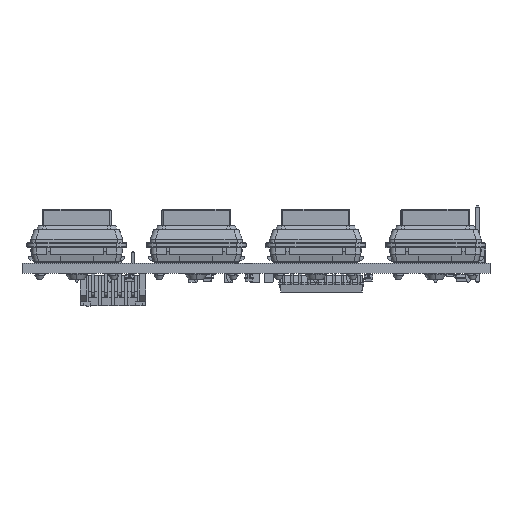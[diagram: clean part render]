
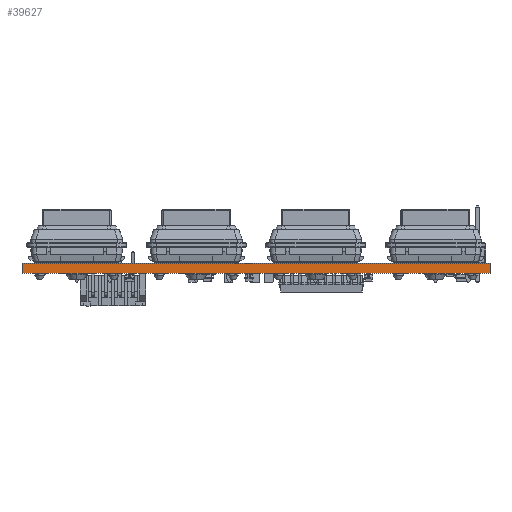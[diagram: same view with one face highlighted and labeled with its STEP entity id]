
A CAD part, front view. The second image highlights one B-rep face of the part: STEP entity #39627.
In plain terms, the highlighted planar face has unit normal (0, -1, 0).
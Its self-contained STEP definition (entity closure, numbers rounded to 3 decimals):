
#39627 = ADVANCED_FACE('',(#39628),#39662,.T.);
#39628 = FACE_BOUND('',#39629,.T.);
#39629 = EDGE_LOOP('',(#39630,#39640,#39648,#39656));
#39630 = ORIENTED_EDGE('',*,*,#39631,.T.);
#39631 = EDGE_CURVE('',#39632,#39634,#39636,.T.);
#39632 = VERTEX_POINT('',#39633);
#39633 = CARTESIAN_POINT('',(135.1,-110.95,0.));
#39634 = VERTEX_POINT('',#39635);
#39635 = CARTESIAN_POINT('',(135.1,-110.95,1.51));
#39636 = LINE('',#39637,#39638);
#39637 = CARTESIAN_POINT('',(135.1,-110.95,0.));
#39638 = VECTOR('',#39639,1.);
#39639 = DIRECTION('',(0.,0.,1.));
#39640 = ORIENTED_EDGE('',*,*,#39641,.T.);
#39641 = EDGE_CURVE('',#39634,#39642,#39644,.T.);
#39642 = VERTEX_POINT('',#39643);
#39643 = CARTESIAN_POINT('',(64.6,-110.95,1.51));
#39644 = LINE('',#39645,#39646);
#39645 = CARTESIAN_POINT('',(135.1,-110.95,1.51));
#39646 = VECTOR('',#39647,1.);
#39647 = DIRECTION('',(-1.,0.,0.));
#39648 = ORIENTED_EDGE('',*,*,#39649,.F.);
#39649 = EDGE_CURVE('',#39650,#39642,#39652,.T.);
#39650 = VERTEX_POINT('',#39651);
#39651 = CARTESIAN_POINT('',(64.6,-110.95,0.));
#39652 = LINE('',#39653,#39654);
#39653 = CARTESIAN_POINT('',(64.6,-110.95,0.));
#39654 = VECTOR('',#39655,1.);
#39655 = DIRECTION('',(0.,0.,1.));
#39656 = ORIENTED_EDGE('',*,*,#39657,.F.);
#39657 = EDGE_CURVE('',#39632,#39650,#39658,.T.);
#39658 = LINE('',#39659,#39660);
#39659 = CARTESIAN_POINT('',(135.1,-110.95,0.));
#39660 = VECTOR('',#39661,1.);
#39661 = DIRECTION('',(-1.,0.,0.));
#39662 = PLANE('',#39663);
#39663 = AXIS2_PLACEMENT_3D('',#39664,#39665,#39666);
#39664 = CARTESIAN_POINT('',(135.1,-110.95,0.));
#39665 = DIRECTION('',(0.,-1.,0.));
#39666 = DIRECTION('',(-1.,0.,0.));
